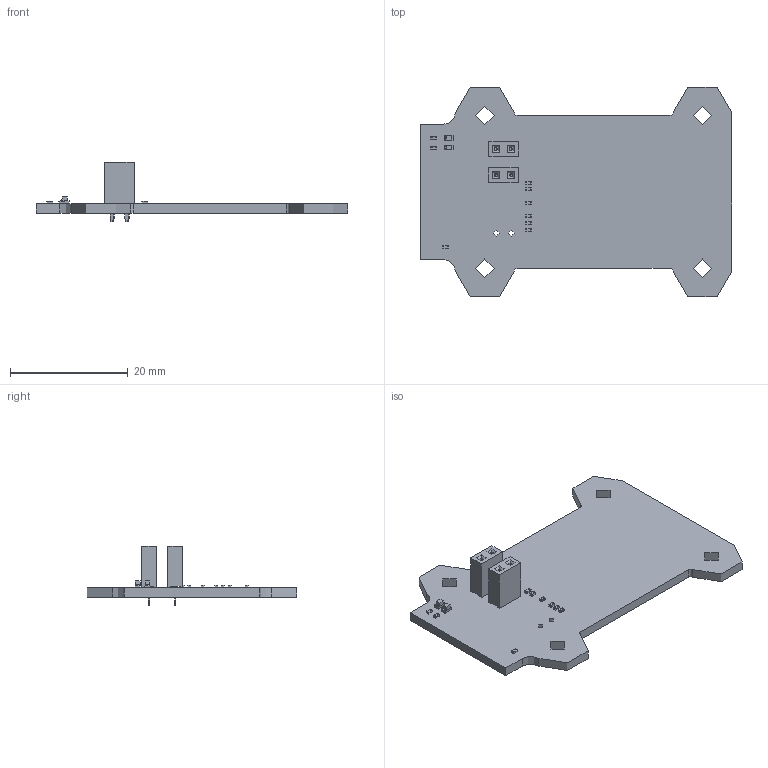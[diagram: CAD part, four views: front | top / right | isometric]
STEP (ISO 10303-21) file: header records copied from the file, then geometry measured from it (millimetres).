
FILE_DESCRIPTION(('KiCad electronic assembly'),'2;1');
FILE_NAME('stlink_v3mini_adapter-3D.step','2024-10-15T11:42:41',( 'Pcbnew'),('Kicad'),'Open CASCADE STEP processor 7.6', 'KiCad to STEP converter','Unknown');
FILE_SCHEMA(('AUTOMOTIVE_DESIGN { 1 0 10303 214 1 1 1 1 }'));
Length unit declared in the file: millimetre
Products named in the file (10): stlink_v3mini_adapter-3D 1; R_0402_1005Metric; PinSocket_1x02_P2.54mm_Vertical; PinSocket_1x02_P254mm_Vertical; LED_0603_1608Metric; STLINK-V3MODS; Root; kibot_6jeiowiu_PCB
Assembly tree (19 placements, depth 3):
  stlink_v3mini_adapter-3D 1
    R_0402_1005Metric  x9
      R_0402_1005Metric
    PinSocket_1x02_P2.54mm_Vertical  x2
      PinSocket_1x02_P254mm_Vertical
    LED_0603_1608Metric  x2
      LED_0603_1608Metric
    STLINK-V3MODS
      Root
    kibot_6jeiowiu_PCB
Bounding box: 53 x 35.68 x 10.1 mm (x, y, z)
Volume: 2576.8 mm3
Topology: 14 solids, 2534 shells, 3027 faces, 1387 edges, 922 vertices
Faces by surface type: plane 2919, cylinder 108
Full cylindrical faces by diameter (mm): 1 x6, 3.2 x4
Entity records: 70006 total; most frequent: CARTESIAN_POINT 8595, DIRECTION 8526, ORIENTED_EDGE 3486, EDGE_CURVE 3020, LINE 2948, VECTOR 2948, VERTEX_POINT 2858, AXIS2_PLACEMENT_3D 2789
